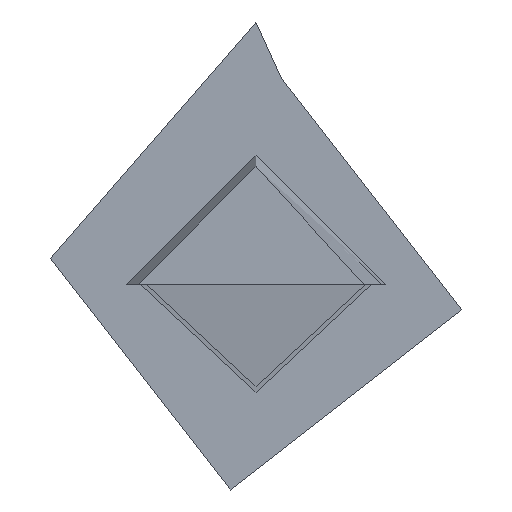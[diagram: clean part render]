
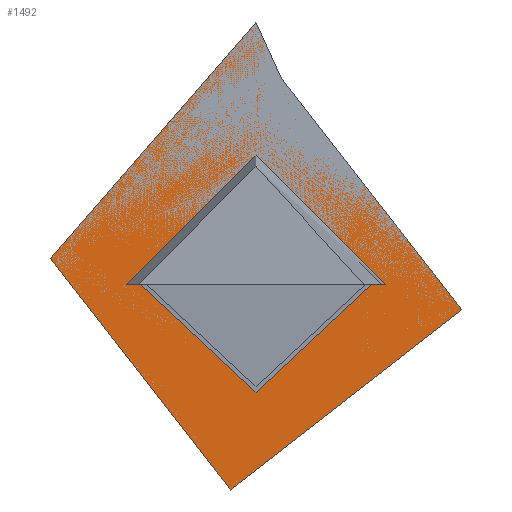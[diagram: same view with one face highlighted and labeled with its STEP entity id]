
A CAD part, left-side view. The second image highlights one B-rep face of the part: STEP entity #1492.
In plain terms, the highlighted free-form (B-spline) face has degree [1, 1] with [2, 2] control points.
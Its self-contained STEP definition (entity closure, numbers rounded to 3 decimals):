
#1079 = EDGE_CURVE('',#1080,#1082,#1084,.T.);
#1080 = VERTEX_POINT('',#1081);
#1081 = CARTESIAN_POINT('',(38.25,0.,18.));
#1082 = VERTEX_POINT('',#1083);
#1083 = CARTESIAN_POINT('',(-38.25,0.,18.));
#1084 = ( BOUNDED_CURVE() B_SPLINE_CURVE(2,(#1085,#1086,#1087,#1088,
#1089),.UNSPECIFIED.,.F.,.F.) B_SPLINE_CURVE_WITH_KNOTS((3,2,3),(0.,
1.571,3.142),.UNSPECIFIED.) CURVE() 
GEOMETRIC_REPRESENTATION_ITEM() RATIONAL_B_SPLINE_CURVE((1.,
0.707,1.,0.707,1.)) REPRESENTATION_ITEM('') );
#1085 = CARTESIAN_POINT('',(38.25,0.,18.));
#1086 = CARTESIAN_POINT('',(38.25,-38.25,18.));
#1087 = CARTESIAN_POINT('',(0.,-38.25,18.));
#1088 = CARTESIAN_POINT('',(-38.25,-38.25,18.));
#1089 = CARTESIAN_POINT('',(-38.25,0.,18.));
#1091 = EDGE_CURVE('',#1082,#1080,#1092,.T.);
#1092 = ( BOUNDED_CURVE() B_SPLINE_CURVE(2,(#1093,#1094,#1095,#1096,
#1097),.UNSPECIFIED.,.F.,.F.) B_SPLINE_CURVE_WITH_KNOTS((3,2,3),(
    3.142,4.712,6.283),
.PIECEWISE_BEZIER_KNOTS.) CURVE() GEOMETRIC_REPRESENTATION_ITEM() 
RATIONAL_B_SPLINE_CURVE((1.,0.707,1.,0.707,1.)) 
REPRESENTATION_ITEM('') );
#1093 = CARTESIAN_POINT('',(-38.25,0.,18.));
#1094 = CARTESIAN_POINT('',(-38.25,38.25,18.));
#1095 = CARTESIAN_POINT('',(0.,38.25,18.));
#1096 = CARTESIAN_POINT('',(38.25,38.25,18.));
#1097 = CARTESIAN_POINT('',(38.25,0.,18.));
#1173 = EDGE_CURVE('',#1174,#1174,#1176,.T.);
#1174 = VERTEX_POINT('',#1175);
#1175 = CARTESIAN_POINT('',(72.5,-9.,18.));
#1176 = ( BOUNDED_CURVE() B_SPLINE_CURVE(2,(#1177,#1178,#1179,#1180,
    #1181,#1182,#1183,#1184,#1185),.UNSPECIFIED.,.T.,.F.) 
B_SPLINE_CURVE_WITH_KNOTS((3,2,2,2,3),(-3.142,-1.571,0.
,1.571,3.142),.UNSPECIFIED.) CURVE() 
GEOMETRIC_REPRESENTATION_ITEM() RATIONAL_B_SPLINE_CURVE((1.,
    0.707,1.,0.707,1.,0.707,1.,0.707
,1.)) REPRESENTATION_ITEM('') );
#1177 = CARTESIAN_POINT('',(72.5,-9.,18.));
#1178 = CARTESIAN_POINT('',(63.5,-9.,18.));
#1179 = CARTESIAN_POINT('',(63.5,0.,18.));
#1180 = CARTESIAN_POINT('',(63.5,9.,18.));
#1181 = CARTESIAN_POINT('',(72.5,9.,18.));
#1182 = CARTESIAN_POINT('',(81.5,9.,18.));
#1183 = CARTESIAN_POINT('',(81.5,0.,18.));
#1184 = CARTESIAN_POINT('',(81.5,-9.,18.));
#1185 = CARTESIAN_POINT('',(72.5,-9.,18.));
#1229 = EDGE_CURVE('',#1230,#1230,#1232,.T.);
#1230 = VERTEX_POINT('',#1231);
#1231 = CARTESIAN_POINT('',(-9.,-72.5,18.));
#1232 = ( BOUNDED_CURVE() B_SPLINE_CURVE(2,(#1233,#1234,#1235,#1236,
    #1237,#1238,#1239,#1240,#1241),.UNSPECIFIED.,.T.,.F.) 
B_SPLINE_CURVE_WITH_KNOTS((3,2,2,2,3),(-3.142,-1.571,0.
,1.571,3.142),.UNSPECIFIED.) CURVE() 
GEOMETRIC_REPRESENTATION_ITEM() RATIONAL_B_SPLINE_CURVE((1.,
    0.707,1.,0.707,1.,0.707,1.,0.707
,1.)) REPRESENTATION_ITEM('') );
#1233 = CARTESIAN_POINT('',(-9.,-72.5,18.));
#1234 = CARTESIAN_POINT('',(-9.,-63.5,18.));
#1235 = CARTESIAN_POINT('',(0.,-63.5,18.));
#1236 = CARTESIAN_POINT('',(9.,-63.5,18.));
#1237 = CARTESIAN_POINT('',(9.,-72.5,18.));
#1238 = CARTESIAN_POINT('',(9.,-81.5,18.));
#1239 = CARTESIAN_POINT('',(0.,-81.5,18.));
#1240 = CARTESIAN_POINT('',(-9.,-81.5,18.));
#1241 = CARTESIAN_POINT('',(-9.,-72.5,18.));
#1285 = EDGE_CURVE('',#1286,#1286,#1288,.T.);
#1286 = VERTEX_POINT('',#1287);
#1287 = CARTESIAN_POINT('',(-72.5,9.,18.));
#1288 = ( BOUNDED_CURVE() B_SPLINE_CURVE(2,(#1289,#1290,#1291,#1292,
    #1293,#1294,#1295,#1296,#1297),.UNSPECIFIED.,.T.,.F.) 
B_SPLINE_CURVE_WITH_KNOTS((3,2,2,2,3),(-3.142,-1.571,0.
,1.571,3.142),.UNSPECIFIED.) CURVE() 
GEOMETRIC_REPRESENTATION_ITEM() RATIONAL_B_SPLINE_CURVE((1.,
    0.707,1.,0.707,1.,0.707,1.,0.707
,1.)) REPRESENTATION_ITEM('') );
#1289 = CARTESIAN_POINT('',(-72.5,9.,18.));
#1290 = CARTESIAN_POINT('',(-63.5,9.,18.));
#1291 = CARTESIAN_POINT('',(-63.5,0.,18.));
#1292 = CARTESIAN_POINT('',(-63.5,-9.,18.));
#1293 = CARTESIAN_POINT('',(-72.5,-9.,18.));
#1294 = CARTESIAN_POINT('',(-81.5,-9.,18.));
#1295 = CARTESIAN_POINT('',(-81.5,0.,18.));
#1296 = CARTESIAN_POINT('',(-81.5,9.,18.));
#1297 = CARTESIAN_POINT('',(-72.5,9.,18.));
#1341 = EDGE_CURVE('',#1342,#1342,#1344,.T.);
#1342 = VERTEX_POINT('',#1343);
#1343 = CARTESIAN_POINT('',(9.,72.5,18.));
#1344 = ( BOUNDED_CURVE() B_SPLINE_CURVE(2,(#1345,#1346,#1347,#1348,
    #1349,#1350,#1351,#1352,#1353),.UNSPECIFIED.,.T.,.F.) 
B_SPLINE_CURVE_WITH_KNOTS((3,2,2,2,3),(-3.142,-1.571,0.
,1.571,3.142),.UNSPECIFIED.) CURVE() 
GEOMETRIC_REPRESENTATION_ITEM() RATIONAL_B_SPLINE_CURVE((1.,
    0.707,1.,0.707,1.,0.707,1.,0.707
,1.)) REPRESENTATION_ITEM('') );
#1345 = CARTESIAN_POINT('',(9.,72.5,18.));
#1346 = CARTESIAN_POINT('',(9.,63.5,18.));
#1347 = CARTESIAN_POINT('',(0.,63.5,18.));
#1348 = CARTESIAN_POINT('',(-9.,63.5,18.));
#1349 = CARTESIAN_POINT('',(-9.,72.5,18.));
#1350 = CARTESIAN_POINT('',(-9.,81.5,18.));
#1351 = CARTESIAN_POINT('',(0.,81.5,18.));
#1352 = CARTESIAN_POINT('',(9.,81.5,18.));
#1353 = CARTESIAN_POINT('',(9.,72.5,18.));
#1440 = EDGE_CURVE('',#1441,#1441,#1443,.T.);
#1441 = VERTEX_POINT('',#1442);
#1442 = CARTESIAN_POINT('',(92.5,0.,18.));
#1443 = ( BOUNDED_CURVE() B_SPLINE_CURVE(2,(#1444,#1445,#1446,#1447,
    #1448,#1449,#1450,#1451,#1452),.UNSPECIFIED.,.T.,.F.) 
B_SPLINE_CURVE_WITH_KNOTS((3,2,2,2,3),(-3.142,-1.571,0.
,1.571,3.142),.UNSPECIFIED.) CURVE() 
GEOMETRIC_REPRESENTATION_ITEM() RATIONAL_B_SPLINE_CURVE((1.,
    0.707,1.,0.707,1.,0.707,1.,0.707
,1.)) REPRESENTATION_ITEM('') );
#1444 = CARTESIAN_POINT('',(92.5,0.,18.));
#1445 = CARTESIAN_POINT('',(92.5,-92.5,18.));
#1446 = CARTESIAN_POINT('',(0.,-92.5,18.));
#1447 = CARTESIAN_POINT('',(-92.5,-92.5,18.));
#1448 = CARTESIAN_POINT('',(-92.5,0.,18.));
#1449 = CARTESIAN_POINT('',(-92.5,92.5,18.));
#1450 = CARTESIAN_POINT('',(0.,92.5,18.));
#1451 = CARTESIAN_POINT('',(92.5,92.5,18.));
#1452 = CARTESIAN_POINT('',(92.5,0.,18.));
#1492 = ADVANCED_FACE('',(#1493,#1496,#1500,#1503,#1506,#1509),#1512,.T.
  );
#1493 = FACE_BOUND('',#1494,.T.);
#1494 = EDGE_LOOP('',(#1495));
#1495 = ORIENTED_EDGE('',*,*,#1440,.F.);
#1496 = FACE_BOUND('',#1497,.T.);
#1497 = EDGE_LOOP('',(#1498,#1499));
#1498 = ORIENTED_EDGE('',*,*,#1079,.T.);
#1499 = ORIENTED_EDGE('',*,*,#1091,.T.);
#1500 = FACE_BOUND('',#1501,.T.);
#1501 = EDGE_LOOP('',(#1502));
#1502 = ORIENTED_EDGE('',*,*,#1173,.T.);
#1503 = FACE_BOUND('',#1504,.T.);
#1504 = EDGE_LOOP('',(#1505));
#1505 = ORIENTED_EDGE('',*,*,#1229,.T.);
#1506 = FACE_BOUND('',#1507,.T.);
#1507 = EDGE_LOOP('',(#1508));
#1508 = ORIENTED_EDGE('',*,*,#1285,.T.);
#1509 = FACE_BOUND('',#1510,.T.);
#1510 = EDGE_LOOP('',(#1511));
#1511 = ORIENTED_EDGE('',*,*,#1341,.T.);
#1512 = B_SPLINE_SURFACE_WITH_KNOTS('',1,1,(
    (#1513,#1514)
    ,(#1515,#1516
  )),.UNSPECIFIED.,.F.,.F.,.F.,(2,2),(2,2),(-9.251,9.251),(-9.251,9.251)
  ,.PIECEWISE_BEZIER_KNOTS.);
#1513 = CARTESIAN_POINT('',(-92.51,-92.51,18.));
#1514 = CARTESIAN_POINT('',(-92.51,92.51,18.));
#1515 = CARTESIAN_POINT('',(92.51,-92.51,18.));
#1516 = CARTESIAN_POINT('',(92.51,92.51,18.));
